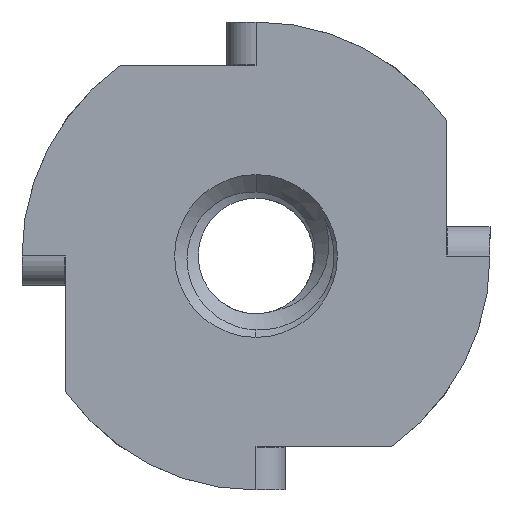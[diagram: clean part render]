
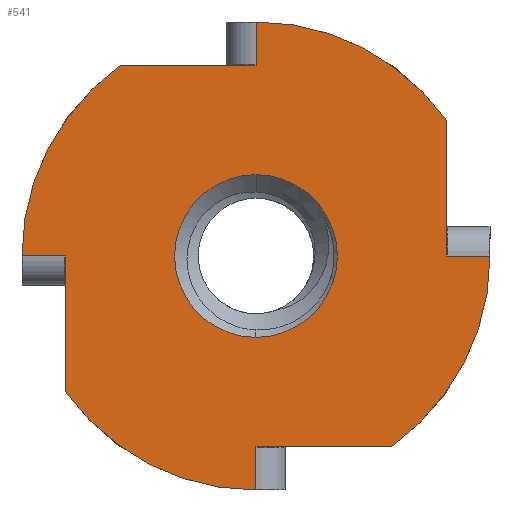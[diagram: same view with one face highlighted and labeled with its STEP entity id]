
A CAD part, front view. The second image highlights one B-rep face of the part: STEP entity #541.
In plain terms, the highlighted planar face has unit normal (0, -1, 0).
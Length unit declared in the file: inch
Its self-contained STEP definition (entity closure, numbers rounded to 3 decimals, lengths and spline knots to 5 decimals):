
#21 = DIRECTION ( 'NONE',  ( 0., 1., 0. ) ) ;
#22 = VECTOR ( 'NONE', #1505, 39.37008 ) ;
#53 = PLANE ( 'NONE',  #641 ) ;
#57 = VERTEX_POINT ( 'NONE', #2996 ) ;
#107 = LINE ( 'NONE', #1044, #3153 ) ;
#111 = ORIENTED_EDGE ( 'NONE', *, *, #726, .T. ) ;
#116 = CARTESIAN_POINT ( 'NONE',  ( 0.30584, 0., 0.217 ) ) ;
#125 = ORIENTED_EDGE ( 'NONE', *, *, #434, .F. ) ;
#145 = DIRECTION ( 'NONE',  ( 0., 0., 1. ) ) ;
#146 = EDGE_CURVE ( 'NONE', #1317, #780, #107, .T. ) ;
#154 = EDGE_CURVE ( 'NONE', #1345, #1317, #380, .T. ) ;
#156 = DIRECTION ( 'NONE',  ( 0., 0., -1. ) ) ;
#163 = DIRECTION ( 'NONE',  ( 1., 0., 0. ) ) ;
#226 = ORIENTED_EDGE ( 'NONE', *, *, #154, .T. ) ;
#238 = EDGE_CURVE ( 'NONE', #2815, #431, #1504, .T. ) ;
#264 = EDGE_CURVE ( 'NONE', #1707, #1283, #1414, .T. ) ;
#265 = ORIENTED_EDGE ( 'NONE', *, *, #1246, .T. ) ;
#284 = CARTESIAN_POINT ( 'NONE',  ( -0.217, 0., 0.30584 ) ) ;
#378 = LINE ( 'NONE', #1422, #966 ) ;
#380 = LINE ( 'NONE', #1070, #2257 ) ;
#409 = CARTESIAN_POINT ( 'NONE',  ( 0.30684, 0., 0. ) ) ;
#414 = FACE_BOUND ( 'NONE', #1442, .T. ) ;
#431 = VERTEX_POINT ( 'NONE', #551 ) ;
#434 = EDGE_CURVE ( 'NONE', #1173, #1667, #1161, .T. ) ;
#451 = EDGE_CURVE ( 'NONE', #1283, #1707, #2175, .T. ) ;
#480 = CARTESIAN_POINT ( 'NONE',  ( 0., 0., -0.30584 ) ) ;
#522 = VERTEX_POINT ( 'NONE', #2758 ) ;
#533 = CARTESIAN_POINT ( 'NONE',  ( -0.30584, 0., 0. ) ) ;
#536 = VECTOR ( 'NONE', #2624, 39.37008 ) ;
#541 = ADVANCED_FACE ( 'NONE', ( #414, #2403 ), #53, .F. ) ;
#551 = CARTESIAN_POINT ( 'NONE',  ( 0.30584, 0., 0. ) ) ;
#556 = VERTEX_POINT ( 'NONE', #533 ) ;
#579 = CIRCLE ( 'NONE', #2431, 0.375 ) ;
#589 = CARTESIAN_POINT ( 'NONE',  ( 0., 0., 0.13041 ) ) ;
#633 = CARTESIAN_POINT ( 'NONE',  ( 0., 0., 0.30584 ) ) ;
#641 = AXIS2_PLACEMENT_3D ( 'NONE', #782, #1784, #2562 ) ;
#646 = LINE ( 'NONE', #633, #536 ) ;
#666 = DIRECTION ( 'NONE',  ( 0., 1., 0. ) ) ;
#675 = CARTESIAN_POINT ( 'NONE',  ( 0., 0., 0. ) ) ;
#681 = EDGE_CURVE ( 'NONE', #2609, #522, #1342, .T. ) ;
#686 = LINE ( 'NONE', #722, #22 ) ;
#698 = DIRECTION ( 'NONE',  ( 0., 1., 0. ) ) ;
#722 = CARTESIAN_POINT ( 'NONE',  ( 0.375, 0., 0. ) ) ;
#726 = EDGE_CURVE ( 'NONE', #556, #2686, #378, .T. ) ;
#753 = ORIENTED_EDGE ( 'NONE', *, *, #2048, .T. ) ;
#780 = VERTEX_POINT ( 'NONE', #480 ) ;
#782 = CARTESIAN_POINT ( 'NONE',  ( 0., 0., 0. ) ) ;
#857 = AXIS2_PLACEMENT_3D ( 'NONE', #1922, #698, #145 ) ;
#929 = ORIENTED_EDGE ( 'NONE', *, *, #451, .F. ) ;
#959 = LINE ( 'NONE', #2392, #2127 ) ;
#966 = VECTOR ( 'NONE', #156, 39.37008 ) ;
#976 = ORIENTED_EDGE ( 'NONE', *, *, #1757, .F. ) ;
#1023 = ORIENTED_EDGE ( 'NONE', *, *, #2892, .T. ) ;
#1038 = DIRECTION ( 'NONE',  ( 0., 0., 1. ) ) ;
#1044 = CARTESIAN_POINT ( 'NONE',  ( 0., 0., -0.375 ) ) ;
#1057 = CARTESIAN_POINT ( 'NONE',  ( -0.375, 0., 0. ) ) ;
#1066 = DIRECTION ( 'NONE',  ( 1., 0., 0. ) ) ;
#1069 = DIRECTION ( 'NONE',  ( 1., 0., 0. ) ) ;
#1070 = CARTESIAN_POINT ( 'NONE',  ( 0., 0., -0.375 ) ) ;
#1161 = CIRCLE ( 'NONE', #1805, 0.375 ) ;
#1173 = VERTEX_POINT ( 'NONE', #1390 ) ;
#1181 = DIRECTION ( 'NONE',  ( 0., -1., 0. ) ) ;
#1246 = EDGE_CURVE ( 'NONE', #1173, #2141, #2751, .T. ) ;
#1283 = VERTEX_POINT ( 'NONE', #2886 ) ;
#1317 = VERTEX_POINT ( 'NONE', #2637 ) ;
#1332 = ORIENTED_EDGE ( 'NONE', *, *, #3188, .T. ) ;
#1342 = CIRCLE ( 'NONE', #857, 0.375 ) ;
#1345 = VERTEX_POINT ( 'NONE', #1412 ) ;
#1390 = CARTESIAN_POINT ( 'NONE',  ( 0., 0., 0.375 ) ) ;
#1392 = CARTESIAN_POINT ( 'NONE',  ( 0., 0., 0. ) ) ;
#1412 = CARTESIAN_POINT ( 'NONE',  ( 0., 0., -0.375 ) ) ;
#1413 = DIRECTION ( 'NONE',  ( 0., 0., -1. ) ) ;
#1414 = CIRCLE ( 'NONE', #3094, 0.13041 ) ;
#1422 = CARTESIAN_POINT ( 'NONE',  ( -0.30584, 0., 0. ) ) ;
#1442 = EDGE_LOOP ( 'NONE', ( #929, #2417 ) ) ;
#1446 = AXIS2_PLACEMENT_3D ( 'NONE', #3010, #21, #1753 ) ;
#1450 = LINE ( 'NONE', #1057, #2699 ) ;
#1483 = DIRECTION ( 'NONE',  ( 0., 0., 1. ) ) ;
#1493 = CIRCLE ( 'NONE', #1446, 0.375 ) ;
#1504 = LINE ( 'NONE', #2898, #1688 ) ;
#1505 = DIRECTION ( 'NONE',  ( -1., 0., 0. ) ) ;
#1514 = ORIENTED_EDGE ( 'NONE', *, *, #2124, .F. ) ;
#1522 = EDGE_LOOP ( 'NONE', ( #111, #1514, #226, #2498, #1332, #1820, #2639, #1596, #753, #125, #265, #2311, #2539, #976, #1778, #1023 ) ) ;
#1525 = DIRECTION ( 'NONE',  ( 0., 0., -1. ) ) ;
#1596 = ORIENTED_EDGE ( 'NONE', *, *, #238, .T. ) ;
#1621 = DIRECTION ( 'NONE',  ( 0., 0., -1. ) ) ;
#1667 = VERTEX_POINT ( 'NONE', #116 ) ;
#1688 = VECTOR ( 'NONE', #2399, 39.37008 ) ;
#1707 = VERTEX_POINT ( 'NONE', #589 ) ;
#1753 = DIRECTION ( 'NONE',  ( 0., 0., 1. ) ) ;
#1757 = EDGE_CURVE ( 'NONE', #1993, #2115, #579, .T. ) ;
#1761 = CARTESIAN_POINT ( 'NONE',  ( 0., 0., 0. ) ) ;
#1778 = ORIENTED_EDGE ( 'NONE', *, *, #2187, .T. ) ;
#1779 = CARTESIAN_POINT ( 'NONE',  ( -0.30584, 0., -0.217 ) ) ;
#1784 = DIRECTION ( 'NONE',  ( 0., 1., 0. ) ) ;
#1805 = AXIS2_PLACEMENT_3D ( 'NONE', #2519, #3002, #1038 ) ;
#1813 = DIRECTION ( 'NONE',  ( 0., 0., 1. ) ) ;
#1820 = ORIENTED_EDGE ( 'NONE', *, *, #681, .F. ) ;
#1858 = EDGE_CURVE ( 'NONE', #1952, #2115, #646, .T. ) ;
#1922 = CARTESIAN_POINT ( 'NONE',  ( 0., 0., 0. ) ) ;
#1952 = VERTEX_POINT ( 'NONE', #2701 ) ;
#1993 = VERTEX_POINT ( 'NONE', #2194 ) ;
#2034 = CARTESIAN_POINT ( 'NONE',  ( 0., 0., 0.30684 ) ) ;
#2048 = EDGE_CURVE ( 'NONE', #431, #1667, #3106, .T. ) ;
#2049 = CARTESIAN_POINT ( 'NONE',  ( 0.375, 0., 0. ) ) ;
#2088 = EDGE_CURVE ( 'NONE', #2141, #1952, #2901, .T. ) ;
#2115 = VERTEX_POINT ( 'NONE', #284 ) ;
#2124 = EDGE_CURVE ( 'NONE', #1345, #2686, #1493, .T. ) ;
#2127 = VECTOR ( 'NONE', #163, 39.37008 ) ;
#2141 = VERTEX_POINT ( 'NONE', #2034 ) ;
#2148 = AXIS2_PLACEMENT_3D ( 'NONE', #1761, #2769, #1525 ) ;
#2149 = DIRECTION ( 'NONE',  ( 0., 0., 1. ) ) ;
#2175 = CIRCLE ( 'NONE', #2148, 0.13041 ) ;
#2187 = EDGE_CURVE ( 'NONE', #1993, #57, #1450, .T. ) ;
#2194 = CARTESIAN_POINT ( 'NONE',  ( -0.375, 0., 0. ) ) ;
#2238 = CARTESIAN_POINT ( 'NONE',  ( 0., 0., 0.375 ) ) ;
#2257 = VECTOR ( 'NONE', #1813, 39.37008 ) ;
#2260 = CARTESIAN_POINT ( 'NONE',  ( 0.30584, 0., 0. ) ) ;
#2311 = ORIENTED_EDGE ( 'NONE', *, *, #2088, .T. ) ;
#2318 = CARTESIAN_POINT ( 'NONE',  ( 0., 0., 0.375 ) ) ;
#2392 = CARTESIAN_POINT ( 'NONE',  ( -0.375, 0., 0. ) ) ;
#2399 = DIRECTION ( 'NONE',  ( -1., 0., 0. ) ) ;
#2403 = FACE_OUTER_BOUND ( 'NONE', #1522, .T. ) ;
#2417 = ORIENTED_EDGE ( 'NONE', *, *, #264, .F. ) ;
#2431 = AXIS2_PLACEMENT_3D ( 'NONE', #675, #666, #2149 ) ;
#2435 = VECTOR ( 'NONE', #1483, 39.37008 ) ;
#2471 = VECTOR ( 'NONE', #2986, 39.37008 ) ;
#2498 = ORIENTED_EDGE ( 'NONE', *, *, #146, .T. ) ;
#2519 = CARTESIAN_POINT ( 'NONE',  ( 0., 0., 0. ) ) ;
#2539 = ORIENTED_EDGE ( 'NONE', *, *, #1858, .T. ) ;
#2562 = DIRECTION ( 'NONE',  ( 0., 0., 1. ) ) ;
#2575 = CARTESIAN_POINT ( 'NONE',  ( 0., 0., -0.30584 ) ) ;
#2609 = VERTEX_POINT ( 'NONE', #2049 ) ;
#2624 = DIRECTION ( 'NONE',  ( -1., 0., 0. ) ) ;
#2637 = CARTESIAN_POINT ( 'NONE',  ( 0., 0., -0.30684 ) ) ;
#2639 = ORIENTED_EDGE ( 'NONE', *, *, #3021, .T. ) ;
#2686 = VERTEX_POINT ( 'NONE', #1779 ) ;
#2699 = VECTOR ( 'NONE', #1069, 39.37008 ) ;
#2701 = CARTESIAN_POINT ( 'NONE',  ( 0., 0., 0.30584 ) ) ;
#2704 = VECTOR ( 'NONE', #1621, 39.37008 ) ;
#2751 = LINE ( 'NONE', #2318, #2704 ) ;
#2758 = CARTESIAN_POINT ( 'NONE',  ( 0.217, 0., -0.30584 ) ) ;
#2769 = DIRECTION ( 'NONE',  ( 0., -1., 0. ) ) ;
#2780 = DIRECTION ( 'NONE',  ( 0., 0., 1. ) ) ;
#2815 = VERTEX_POINT ( 'NONE', #409 ) ;
#2886 = CARTESIAN_POINT ( 'NONE',  ( 0., 0., -0.13041 ) ) ;
#2892 = EDGE_CURVE ( 'NONE', #57, #556, #959, .T. ) ;
#2898 = CARTESIAN_POINT ( 'NONE',  ( 0.375, 0., 0. ) ) ;
#2901 = LINE ( 'NONE', #2238, #2471 ) ;
#2986 = DIRECTION ( 'NONE',  ( 0., 0., -1. ) ) ;
#2996 = CARTESIAN_POINT ( 'NONE',  ( -0.30684, 0., 0. ) ) ;
#3002 = DIRECTION ( 'NONE',  ( 0., 1., 0. ) ) ;
#3010 = CARTESIAN_POINT ( 'NONE',  ( 0., 0., 0. ) ) ;
#3021 = EDGE_CURVE ( 'NONE', #2609, #2815, #686, .T. ) ;
#3022 = LINE ( 'NONE', #2575, #3226 ) ;
#3094 = AXIS2_PLACEMENT_3D ( 'NONE', #1392, #1181, #1413 ) ;
#3106 = LINE ( 'NONE', #2260, #2435 ) ;
#3153 = VECTOR ( 'NONE', #2780, 39.37008 ) ;
#3188 = EDGE_CURVE ( 'NONE', #780, #522, #3022, .T. ) ;
#3226 = VECTOR ( 'NONE', #1066, 39.37008 ) ;
